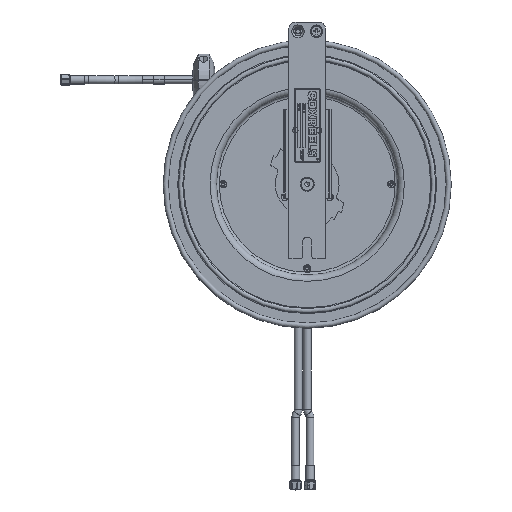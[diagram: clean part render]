
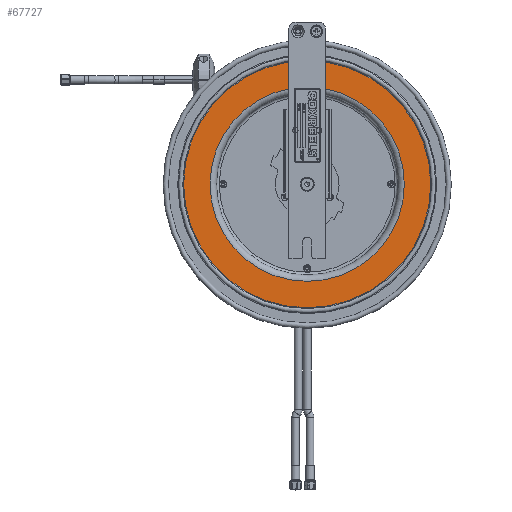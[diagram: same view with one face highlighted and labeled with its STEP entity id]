
A CAD part, top view. The second image highlights one B-rep face of the part: STEP entity #67727.
In plain terms, the highlighted planar face has unit normal (0, 0, 1).
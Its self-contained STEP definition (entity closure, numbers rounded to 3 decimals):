
#423=FACE_BOUND('',#11141,.T.);
#2157=PLANE('',#72305);
#8167=FACE_OUTER_BOUND('',#11140,.T.);
#11140=EDGE_LOOP('',(#61996,#61997));
#11141=EDGE_LOOP('',(#61998,#61999));
#25914=CIRCLE('',#72302,6.575);
#25915=CIRCLE('',#72303,6.575);
#25917=CIRCLE('',#72306,8.363);
#25918=CIRCLE('',#72307,8.363);
#34519=VERTEX_POINT('',#137907);
#34520=VERTEX_POINT('',#137908);
#34521=VERTEX_POINT('',#137913);
#34522=VERTEX_POINT('',#137914);
#45794=EDGE_CURVE('',#34519,#34520,#25914,.T.);
#45795=EDGE_CURVE('',#34520,#34519,#25915,.T.);
#45797=EDGE_CURVE('',#34521,#34522,#25917,.T.);
#45798=EDGE_CURVE('',#34522,#34521,#25918,.T.);
#61996=ORIENTED_EDGE('',*,*,#45797,.F.);
#61997=ORIENTED_EDGE('',*,*,#45798,.F.);
#61998=ORIENTED_EDGE('',*,*,#45794,.T.);
#61999=ORIENTED_EDGE('',*,*,#45795,.T.);
#67727=ADVANCED_FACE('',(#8167,#423),#2157,.T.);
#72302=AXIS2_PLACEMENT_3D('',#137909,#87072,#87073);
#72303=AXIS2_PLACEMENT_3D('',#137910,#87074,#87075);
#72305=AXIS2_PLACEMENT_3D('',#137912,#87078,#87079);
#72306=AXIS2_PLACEMENT_3D('',#137915,#87080,#87081);
#72307=AXIS2_PLACEMENT_3D('',#137916,#87082,#87083);
#87072=DIRECTION('center_axis',(0.,0.,
-1.));
#87073=DIRECTION('ref_axis',(-1.,0.,0.));
#87074=DIRECTION('center_axis',(0.,0.,
-1.));
#87075=DIRECTION('ref_axis',(-1.,0.,0.));
#87078=DIRECTION('center_axis',(0.,0.,
1.));
#87079=DIRECTION('ref_axis',(0.,1.,0.));
#87080=DIRECTION('center_axis',(0.,0.,
-1.));
#87081=DIRECTION('ref_axis',(-1.,0.,0.));
#87082=DIRECTION('center_axis',(0.,0.,
-1.));
#87083=DIRECTION('ref_axis',(-1.,0.,0.));
#137907=CARTESIAN_POINT('',(-6.575,-2.975,-0.87));
#137908=CARTESIAN_POINT('',(0.,3.6,-0.87));
#137909=CARTESIAN_POINT('Origin',(0.,-2.975,-0.87));
#137910=CARTESIAN_POINT('Origin',(0.,-2.975,-0.87));
#137912=CARTESIAN_POINT('Origin',(-7.469,-2.975,-0.87));
#137913=CARTESIAN_POINT('',(-8.363,-2.975,-0.87));
#137914=CARTESIAN_POINT('',(0.,5.388,-0.87));
#137915=CARTESIAN_POINT('Origin',(0.,-2.975,-0.87));
#137916=CARTESIAN_POINT('Origin',(0.,-2.975,-0.87));
